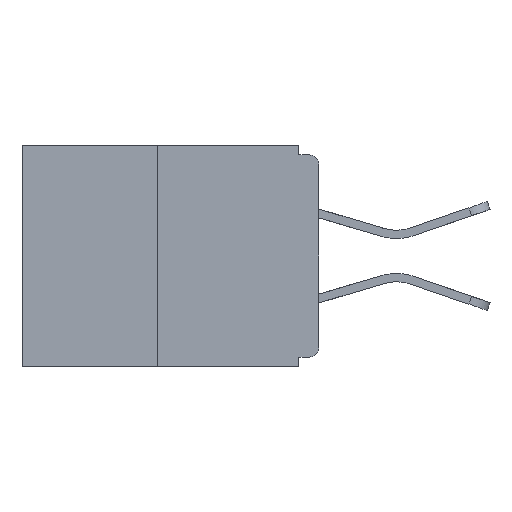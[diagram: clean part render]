
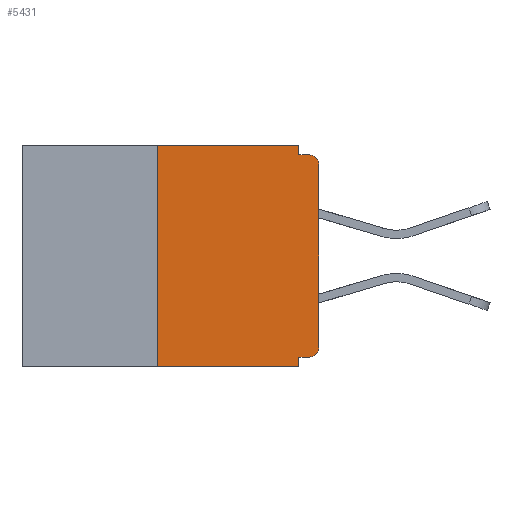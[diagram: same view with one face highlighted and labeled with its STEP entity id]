
A CAD part, left-side view. The second image highlights one B-rep face of the part: STEP entity #5431.
In plain terms, the highlighted planar face has unit normal (-1, 0, 0).
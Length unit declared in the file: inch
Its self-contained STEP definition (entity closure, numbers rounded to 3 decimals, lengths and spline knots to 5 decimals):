
#64 = AXIS2_PLACEMENT_3D ( 'NONE', #21347, #9782, #6938 ) ;
#127 = DIRECTION ( 'NONE',  ( 0., 0., -1. ) ) ;
#492 = EDGE_CURVE ( 'NONE', #11572, #24207, #23656, .T. ) ;
#589 = AXIS2_PLACEMENT_3D ( 'NONE', #866, #15995, #2812 ) ;
#616 = CARTESIAN_POINT ( 'NONE',  ( 0., 0.031, 0. ) ) ;
#866 = CARTESIAN_POINT ( 'NONE',  ( 0., 0.46, 0. ) ) ;
#1093 = CIRCLE ( 'NONE', #10285, 0.015 ) ;
#1095 = CARTESIAN_POINT ( 'NONE',  ( 0., 0.031, -0.328 ) ) ;
#1489 = ORIENTED_EDGE ( 'NONE', *, *, #8035, .T. ) ;
#1579 = ORIENTED_EDGE ( 'NONE', *, *, #7142, .F. ) ;
#1627 = DIRECTION ( 'NONE',  ( 0., 0., 1. ) ) ;
#2480 = EDGE_CURVE ( 'NONE', #24207, #14205, #15676, .T. ) ;
#2564 = VERTEX_POINT ( 'NONE', #1095 ) ;
#2812 = DIRECTION ( 'NONE',  ( 0., 0., -1. ) ) ;
#2813 = DIRECTION ( 'NONE',  ( 0., 1., 0. ) ) ;
#2855 = VECTOR ( 'NONE', #19304, 39.37008 ) ;
#3938 = EDGE_CURVE ( 'NONE', #6057, #2564, #10967, .T. ) ;
#4135 = LINE ( 'NONE', #21461, #16130 ) ;
#4216 = ORIENTED_EDGE ( 'NONE', *, *, #24085, .F. ) ;
#5255 = CARTESIAN_POINT ( 'NONE',  ( 0., 0.031, -0.343 ) ) ;
#5300 = ORIENTED_EDGE ( 'NONE', *, *, #10542, .F. ) ;
#5431 = ADVANCED_FACE ( 'NONE', ( #22011 ), #23590, .F. ) ;
#5793 = VECTOR ( 'NONE', #10450, 39.37008 ) ;
#5970 = VECTOR ( 'NONE', #2813, 39.37008 ) ;
#6057 = VERTEX_POINT ( 'NONE', #16627 ) ;
#6165 = VERTEX_POINT ( 'NONE', #17411 ) ;
#6445 = CARTESIAN_POINT ( 'NONE',  ( 0., 0.015, -0.313 ) ) ;
#6938 = DIRECTION ( 'NONE',  ( 0., 0., -1. ) ) ;
#7142 = EDGE_CURVE ( 'NONE', #10670, #6165, #21920, .T. ) ;
#7655 = ORIENTED_EDGE ( 'NONE', *, *, #14246, .F. ) ;
#7797 = VECTOR ( 'NONE', #1627, 39.37008 ) ;
#8035 = EDGE_CURVE ( 'NONE', #23521, #20533, #22151, .T. ) ;
#8060 = CARTESIAN_POINT ( 'NONE',  ( 0., 0.46, -0.343 ) ) ;
#9033 = CARTESIAN_POINT ( 'NONE',  ( 0., 0.015, -0.015 ) ) ;
#9262 = VECTOR ( 'NONE', #127, 39.37008 ) ;
#9593 = ORIENTED_EDGE ( 'NONE', *, *, #2480, .T. ) ;
#9601 = EDGE_LOOP ( 'NONE', ( #7655, #5300, #1489, #4216, #10103, #16552, #15775, #9593, #14754, #1579 ) ) ;
#9782 = DIRECTION ( 'NONE',  ( -1., 0., 0. ) ) ;
#10103 = ORIENTED_EDGE ( 'NONE', *, *, #3938, .F. ) ;
#10285 = AXIS2_PLACEMENT_3D ( 'NONE', #6445, #15887, #19673 ) ;
#10450 = DIRECTION ( 'NONE',  ( 0., 0., -1. ) ) ;
#10542 = EDGE_CURVE ( 'NONE', #23521, #19298, #17756, .T. ) ;
#10670 = VERTEX_POINT ( 'NONE', #616 ) ;
#10967 = LINE ( 'NONE', #15758, #5970 ) ;
#10989 = DIRECTION ( 'NONE',  ( 0., -1., 0. ) ) ;
#11340 = CARTESIAN_POINT ( 'NONE',  ( 0., 0.031, -0.343 ) ) ;
#11572 = VERTEX_POINT ( 'NONE', #14521 ) ;
#13788 = LINE ( 'NONE', #20336, #21696 ) ;
#14205 = VERTEX_POINT ( 'NONE', #9033 ) ;
#14246 = EDGE_CURVE ( 'NONE', #19298, #10670, #13788, .T. ) ;
#14521 = CARTESIAN_POINT ( 'NONE',  ( 0., 0., -0.313 ) ) ;
#14754 = ORIENTED_EDGE ( 'NONE', *, *, #15193, .F. ) ;
#15193 = EDGE_CURVE ( 'NONE', #6165, #14205, #4135, .T. ) ;
#15220 = CARTESIAN_POINT ( 'NONE',  ( 0., 0.25, -0.343 ) ) ;
#15531 = CARTESIAN_POINT ( 'NONE',  ( 0., 0., 0. ) ) ;
#15676 = CIRCLE ( 'NONE', #64, 0.015 ) ;
#15758 = CARTESIAN_POINT ( 'NONE',  ( 0., 0., -0.328 ) ) ;
#15775 = ORIENTED_EDGE ( 'NONE', *, *, #492, .T. ) ;
#15887 = DIRECTION ( 'NONE',  ( -1., 0., 0. ) ) ;
#15995 = DIRECTION ( 'NONE',  ( 1., 0., 0. ) ) ;
#16130 = VECTOR ( 'NONE', #21308, 39.37008 ) ;
#16552 = ORIENTED_EDGE ( 'NONE', *, *, #17121, .T. ) ;
#16627 = CARTESIAN_POINT ( 'NONE',  ( 0., 0.015, -0.328 ) ) ;
#17121 = EDGE_CURVE ( 'NONE', #6057, #11572, #1093, .T. ) ;
#17185 = LINE ( 'NONE', #11340, #9262 ) ;
#17411 = CARTESIAN_POINT ( 'NONE',  ( 0., 0.031, -0.015 ) ) ;
#17756 = LINE ( 'NONE', #21757, #7797 ) ;
#18337 = CARTESIAN_POINT ( 'NONE',  ( 0., 0.031, 0. ) ) ;
#19298 = VERTEX_POINT ( 'NONE', #22414 ) ;
#19304 = DIRECTION ( 'NONE',  ( 0., 0., 1. ) ) ;
#19596 = DIRECTION ( 'NONE',  ( 0., -1., 0. ) ) ;
#19673 = DIRECTION ( 'NONE',  ( 0., 0., -1. ) ) ;
#20130 = VECTOR ( 'NONE', #19596, 39.37008 ) ;
#20336 = CARTESIAN_POINT ( 'NONE',  ( 0., 0.46, 0. ) ) ;
#20533 = VERTEX_POINT ( 'NONE', #5255 ) ;
#21308 = DIRECTION ( 'NONE',  ( 0., -1., 0. ) ) ;
#21347 = CARTESIAN_POINT ( 'NONE',  ( 0., 0.015, -0.03 ) ) ;
#21461 = CARTESIAN_POINT ( 'NONE',  ( 0., 0., -0.015 ) ) ;
#21696 = VECTOR ( 'NONE', #10989, 39.37008 ) ;
#21757 = CARTESIAN_POINT ( 'NONE',  ( 0., 0.25, 0. ) ) ;
#21920 = LINE ( 'NONE', #18337, #5793 ) ;
#22011 = FACE_OUTER_BOUND ( 'NONE', #9601, .T. ) ;
#22151 = LINE ( 'NONE', #8060, #20130 ) ;
#22414 = CARTESIAN_POINT ( 'NONE',  ( 0., 0.25, 0. ) ) ;
#22706 = CARTESIAN_POINT ( 'NONE',  ( 0., 0., -0.03 ) ) ;
#23521 = VERTEX_POINT ( 'NONE', #15220 ) ;
#23590 = PLANE ( 'NONE',  #589 ) ;
#23656 = LINE ( 'NONE', #15531, #2855 ) ;
#24085 = EDGE_CURVE ( 'NONE', #2564, #20533, #17185, .T. ) ;
#24207 = VERTEX_POINT ( 'NONE', #22706 ) ;
